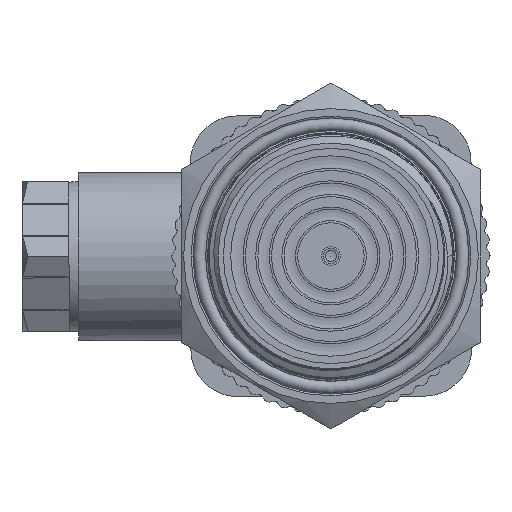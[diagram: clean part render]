
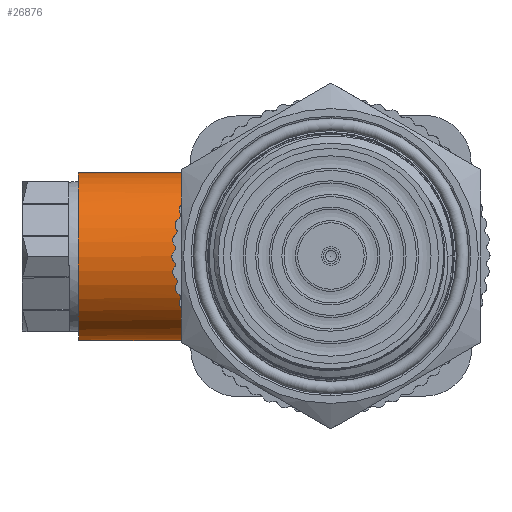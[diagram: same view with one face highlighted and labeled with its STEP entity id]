
A CAD part, left-side view. The second image highlights one B-rep face of the part: STEP entity #26876.
In plain terms, the highlighted cylindrical face has radius 9 mm (diameter 18 mm), a full revolution.
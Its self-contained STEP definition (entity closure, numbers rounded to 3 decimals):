
#2587=FACE_OUTER_BOUND('',#4140,.T.);
#4140=EDGE_LOOP('',(#21888,#21889,#21890,#21891,#21892,#21893,#21894));
#5100=CIRCLE('',#28069,9.);
#5101=CIRCLE('',#28070,9.);
#5126=CIRCLE('',#28151,9.);
#6635=B_SPLINE_CURVE_WITH_KNOTS('',3,(#61326,#61327,#61328,#61329,#61330,
#61331,#61332,#61333,#61334,#61335),.UNSPECIFIED.,.F.,.F.,(4,2,1,1,1,1,
4),(-0.002,0.,0.204,0.408,0.611,
0.815,1.019),.UNSPECIFIED.);
#6636=B_SPLINE_CURVE_WITH_KNOTS('',3,(#61404,#61405,#61406,#61407,#61408,
#61409,#61410,#61411,#61412,#61413,#61414,#61415),.UNSPECIFIED.,.F.,.F.,
(4,1,1,1,1,1,1,2,4),(0.,0.204,0.306,
0.408,0.509,0.611,0.815,
1.019,1.02),.UNSPECIFIED.);
#7698=LINE('',#61767,#9609);
#9609=VECTOR('',#30844,9.);
#11871=VERTEX_POINT('',#58767);
#12135=VERTEX_POINT('',#61324);
#12136=VERTEX_POINT('',#61337);
#12138=VERTEX_POINT('',#61341);
#12229=VERTEX_POINT('',#61765);
#15516=EDGE_CURVE('',#11871,#12135,#6635,.T.);
#15519=EDGE_CURVE('',#12135,#12138,#5100,.T.);
#15520=EDGE_CURVE('',#12138,#12136,#5101,.T.);
#15521=EDGE_CURVE('',#12136,#11871,#6636,.T.);
#15666=EDGE_CURVE('',#12229,#12229,#5126,.T.);
#15667=EDGE_CURVE('',#12229,#12138,#7698,.T.);
#21888=ORIENTED_EDGE('',*,*,#15666,.F.);
#21889=ORIENTED_EDGE('',*,*,#15667,.T.);
#21890=ORIENTED_EDGE('',*,*,#15519,.F.);
#21891=ORIENTED_EDGE('',*,*,#15516,.F.);
#21892=ORIENTED_EDGE('',*,*,#15521,.F.);
#21893=ORIENTED_EDGE('',*,*,#15520,.F.);
#21894=ORIENTED_EDGE('',*,*,#15667,.F.);
#26002=CYLINDRICAL_SURFACE('',#28150,9.);
#26876=ADVANCED_FACE('',(#2587),#26002,.T.);
#28069=AXIS2_PLACEMENT_3D('',#61342,#30583,#30584);
#28070=AXIS2_PLACEMENT_3D('',#61343,#30585,#30586);
#28150=AXIS2_PLACEMENT_3D('',#61764,#30840,#30841);
#28151=AXIS2_PLACEMENT_3D('',#61766,#30842,#30843);
#30583=DIRECTION('center_axis',(0.,0.,-1.));
#30584=DIRECTION('ref_axis',(1.,0.,0.));
#30585=DIRECTION('center_axis',(0.,0.,-1.));
#30586=DIRECTION('ref_axis',(1.,0.,0.));
#30840=DIRECTION('center_axis',(0.,0.,1.));
#30841=DIRECTION('ref_axis',(-1.,0.,0.));
#30842=DIRECTION('center_axis',(0.,0.,1.));
#30843=DIRECTION('ref_axis',(-1.,0.,0.));
#30844=DIRECTION('',(0.,0.,-1.));
#58767=CARTESIAN_POINT('',(-28.,0.,10.5));
#61324=CARTESIAN_POINT('',(-24.4,7.2,14.5));
#61326=CARTESIAN_POINT('Ctrl Pts',(-28.,0.,10.5));
#61327=CARTESIAN_POINT('Ctrl Pts',(-28.,0.004,10.503));
#61328=CARTESIAN_POINT('Ctrl Pts',(-28.,0.008,
10.505));
#61329=CARTESIAN_POINT('Ctrl Pts',(-27.999,0.528,
10.871));
#61330=CARTESIAN_POINT('Ctrl Pts',(-27.909,1.565,11.599));
#61331=CARTESIAN_POINT('Ctrl Pts',(-27.501,3.098,12.639));
#61332=CARTESIAN_POINT('Ctrl Pts',(-26.801,4.592,13.566));
#61333=CARTESIAN_POINT('Ctrl Pts',(-25.787,6.,14.28));
#61334=CARTESIAN_POINT('Ctrl Pts',(-24.889,6.833,14.5));
#61335=CARTESIAN_POINT('Ctrl Pts',(-24.4,7.2,14.5));
#61337=CARTESIAN_POINT('',(-24.4,-7.2,14.5));
#61341=CARTESIAN_POINT('',(-10.,0.,14.5));
#61342=CARTESIAN_POINT('Origin',(-19.,0.,14.5));
#61343=CARTESIAN_POINT('Origin',(-19.,0.,14.5));
#61404=CARTESIAN_POINT('Ctrl Pts',(-24.4,-7.2,14.5));
#61405=CARTESIAN_POINT('Ctrl Pts',(-24.889,-6.833,
14.5));
#61406=CARTESIAN_POINT('Ctrl Pts',(-25.563,-6.207,
14.335));
#61407=CARTESIAN_POINT('Ctrl Pts',(-26.294,-5.296,
13.923));
#61408=CARTESIAN_POINT('Ctrl Pts',(-26.763,-4.579,
13.539));
#61409=CARTESIAN_POINT('Ctrl Pts',(-27.15,-3.846,
13.104));
#61410=CARTESIAN_POINT('Ctrl Pts',(-27.569,-2.842,
12.466));
#61411=CARTESIAN_POINT('Ctrl Pts',(-27.909,-1.565,
11.6));
#61412=CARTESIAN_POINT('Ctrl Pts',(-27.999,-0.528,
10.871));
#61413=CARTESIAN_POINT('Ctrl Pts',(-28.,-0.008,
10.505));
#61414=CARTESIAN_POINT('Ctrl Pts',(-28.,-0.004,10.503));
#61415=CARTESIAN_POINT('Ctrl Pts',(-28.,0.,10.5));
#61764=CARTESIAN_POINT('Origin',(-19.,0.,13.5));
#61765=CARTESIAN_POINT('',(-10.,0.,27.));
#61766=CARTESIAN_POINT('Origin',(-19.,0.,27.));
#61767=CARTESIAN_POINT('',(-10.,0.,13.5));
